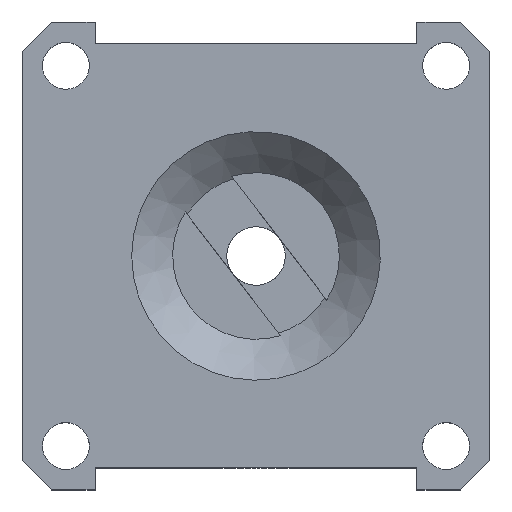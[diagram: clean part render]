
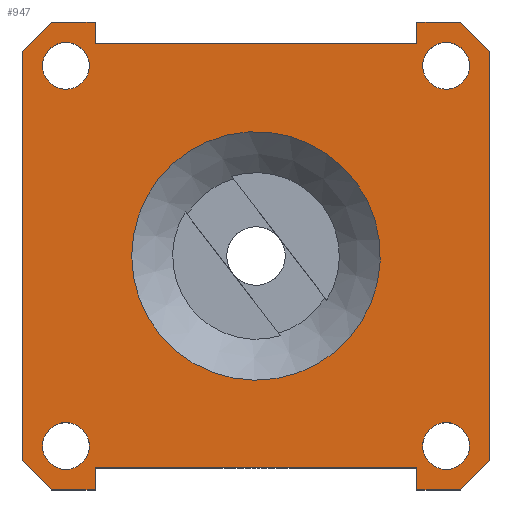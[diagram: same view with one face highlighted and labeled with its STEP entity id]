
A CAD part, top view. The second image highlights one B-rep face of the part: STEP entity #947.
In plain terms, the highlighted planar face has unit normal (0, 0, 1).
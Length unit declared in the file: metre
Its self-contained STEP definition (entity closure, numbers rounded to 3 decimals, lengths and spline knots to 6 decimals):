
#37=CIRCLE('',#1020,0.0085);
#38=CIRCLE('',#1021,0.0016);
#39=CIRCLE('',#1022,0.0016);
#40=CIRCLE('',#1023,0.0016);
#41=CIRCLE('',#1024,0.0016);
#102=ORIENTED_EDGE('',*,*,#360,.T.);
#103=ORIENTED_EDGE('',*,*,#361,.T.);
#104=ORIENTED_EDGE('',*,*,#362,.T.);
#105=ORIENTED_EDGE('',*,*,#363,.T.);
#106=ORIENTED_EDGE('',*,*,#364,.T.);
#107=ORIENTED_EDGE('',*,*,#365,.F.);
#108=ORIENTED_EDGE('',*,*,#366,.T.);
#109=ORIENTED_EDGE('',*,*,#367,.T.);
#110=ORIENTED_EDGE('',*,*,#368,.F.);
#111=ORIENTED_EDGE('',*,*,#369,.F.);
#112=ORIENTED_EDGE('',*,*,#370,.F.);
#113=ORIENTED_EDGE('',*,*,#371,.F.);
#114=ORIENTED_EDGE('',*,*,#358,.F.);
#115=ORIENTED_EDGE('',*,*,#372,.F.);
#116=ORIENTED_EDGE('',*,*,#373,.F.);
#117=ORIENTED_EDGE('',*,*,#374,.T.);
#118=ORIENTED_EDGE('',*,*,#375,.F.);
#119=ORIENTED_EDGE('',*,*,#376,.F.);
#120=ORIENTED_EDGE('',*,*,#377,.F.);
#121=ORIENTED_EDGE('',*,*,#378,.F.);
#122=ORIENTED_EDGE('',*,*,#322,.F.);
#322=EDGE_CURVE('',#451,#453,#544,.T.);
#358=EDGE_CURVE('',#486,#487,#575,.T.);
#360=EDGE_CURVE('',#488,#488,#37,.T.);
#361=EDGE_CURVE('',#489,#489,#38,.T.);
#362=EDGE_CURVE('',#490,#490,#39,.T.);
#363=EDGE_CURVE('',#491,#491,#40,.T.);
#364=EDGE_CURVE('',#492,#492,#41,.T.);
#365=EDGE_CURVE('',#493,#451,#577,.T.);
#366=EDGE_CURVE('',#493,#494,#578,.T.);
#367=EDGE_CURVE('',#494,#495,#579,.T.);
#368=EDGE_CURVE('',#496,#495,#580,.T.);
#369=EDGE_CURVE('',#497,#496,#581,.T.);
#370=EDGE_CURVE('',#498,#497,#582,.T.);
#371=EDGE_CURVE('',#487,#498,#583,.T.);
#372=EDGE_CURVE('',#499,#486,#584,.T.);
#373=EDGE_CURVE('',#500,#499,#585,.T.);
#374=EDGE_CURVE('',#500,#501,#586,.T.);
#375=EDGE_CURVE('',#502,#501,#587,.T.);
#376=EDGE_CURVE('',#503,#502,#588,.T.);
#377=EDGE_CURVE('',#504,#503,#589,.T.);
#378=EDGE_CURVE('',#453,#504,#590,.T.);
#451=VERTEX_POINT('',#1368);
#453=VERTEX_POINT('',#1371);
#486=VERTEX_POINT('',#1441);
#487=VERTEX_POINT('',#1443);
#488=VERTEX_POINT('',#1447);
#489=VERTEX_POINT('',#1449);
#490=VERTEX_POINT('',#1451);
#491=VERTEX_POINT('',#1453);
#492=VERTEX_POINT('',#1455);
#493=VERTEX_POINT('',#1457);
#494=VERTEX_POINT('',#1459);
#495=VERTEX_POINT('',#1461);
#496=VERTEX_POINT('',#1463);
#497=VERTEX_POINT('',#1465);
#498=VERTEX_POINT('',#1467);
#499=VERTEX_POINT('',#1470);
#500=VERTEX_POINT('',#1472);
#501=VERTEX_POINT('',#1474);
#502=VERTEX_POINT('',#1476);
#503=VERTEX_POINT('',#1478);
#504=VERTEX_POINT('',#1480);
#544=LINE('',#1370,#638);
#575=LINE('',#1442,#669);
#577=LINE('',#1456,#671);
#578=LINE('',#1458,#672);
#579=LINE('',#1460,#673);
#580=LINE('',#1462,#674);
#581=LINE('',#1464,#675);
#582=LINE('',#1466,#676);
#583=LINE('',#1468,#677);
#584=LINE('',#1469,#678);
#585=LINE('',#1471,#679);
#586=LINE('',#1473,#680);
#587=LINE('',#1475,#681);
#588=LINE('',#1477,#682);
#589=LINE('',#1479,#683);
#590=LINE('',#1481,#684);
#638=VECTOR('',#1102,1.);
#669=VECTOR('',#1147,1.);
#671=VECTOR('',#1161,1.);
#672=VECTOR('',#1162,1.);
#673=VECTOR('',#1163,1.);
#674=VECTOR('',#1164,1.);
#675=VECTOR('',#1165,1.);
#676=VECTOR('',#1166,1.);
#677=VECTOR('',#1167,1.);
#678=VECTOR('',#1168,1.);
#679=VECTOR('',#1169,1.);
#680=VECTOR('',#1170,1.);
#681=VECTOR('',#1171,1.);
#682=VECTOR('',#1172,1.);
#683=VECTOR('',#1173,1.);
#684=VECTOR('',#1174,1.);
#741=EDGE_LOOP('',(#102));
#742=EDGE_LOOP('',(#103));
#743=EDGE_LOOP('',(#104));
#744=EDGE_LOOP('',(#105));
#745=EDGE_LOOP('',(#106));
#746=EDGE_LOOP('',(#107,#108,#109,#110,#111,#112,#113,#114,#115,#116,#117,
#118,#119,#120,#121,#122));
#827=FACE_BOUND('',#741,.T.);
#828=FACE_BOUND('',#742,.T.);
#829=FACE_BOUND('',#743,.T.);
#830=FACE_BOUND('',#744,.T.);
#831=FACE_BOUND('',#745,.T.);
#832=FACE_BOUND('',#746,.T.);
#906=PLANE('',#1019);
#947=ADVANCED_FACE('',(#827,#828,#829,#830,#831,#832),#906,.F.);
#1019=AXIS2_PLACEMENT_3D('',#1445,#1149,#1150);
#1020=AXIS2_PLACEMENT_3D('',#1446,#1151,#1152);
#1021=AXIS2_PLACEMENT_3D('',#1448,#1153,#1154);
#1022=AXIS2_PLACEMENT_3D('',#1450,#1155,#1156);
#1023=AXIS2_PLACEMENT_3D('',#1452,#1157,#1158);
#1024=AXIS2_PLACEMENT_3D('',#1454,#1159,#1160);
#1102=DIRECTION('',(1.,0.,0.));
#1147=DIRECTION('',(-1.,0.,0.));
#1149=DIRECTION('',(0.,0.,-1.));
#1150=DIRECTION('',(1.,0.,0.));
#1151=DIRECTION('',(0.,0.,-1.));
#1152=DIRECTION('',(-1.,0.,0.));
#1153=DIRECTION('',(0.,0.,-1.));
#1154=DIRECTION('',(-1.,0.,0.));
#1155=DIRECTION('',(0.,0.,-1.));
#1156=DIRECTION('',(-1.,0.,0.));
#1157=DIRECTION('',(0.,0.,-1.));
#1158=DIRECTION('',(-1.,0.,0.));
#1159=DIRECTION('',(0.,0.,-1.));
#1160=DIRECTION('',(-1.,0.,0.));
#1161=DIRECTION('',(0.,1.,0.));
#1162=DIRECTION('',(-1.,0.,0.));
#1163=DIRECTION('',(0.,1.,0.));
#1164=DIRECTION('',(1.,0.,0.));
#1165=DIRECTION('',(0.707,0.707,0.));
#1166=DIRECTION('',(0.,1.,0.));
#1167=DIRECTION('',(-0.707,0.707,0.));
#1168=DIRECTION('',(0.,-1.,0.));
#1169=DIRECTION('',(-1.,0.,0.));
#1170=DIRECTION('',(0.,-1.,0.));
#1171=DIRECTION('',(-1.,0.,0.));
#1172=DIRECTION('',(-0.707,-0.707,0.));
#1173=DIRECTION('',(0.,-1.,0.));
#1174=DIRECTION('',(0.707,-0.707,0.));
#1368=CARTESIAN_POINT('',(0.011,0.016,-0.04));
#1370=CARTESIAN_POINT('',(0.,0.016,-0.04));
#1371=CARTESIAN_POINT('',(0.014,0.016,-0.04));
#1441=CARTESIAN_POINT('',(-0.011,-0.016,-0.04));
#1442=CARTESIAN_POINT('',(0.,-0.016,-0.04));
#1443=CARTESIAN_POINT('',(-0.014,-0.016,-0.04));
#1445=CARTESIAN_POINT('',(0.,0.,-0.04));
#1446=CARTESIAN_POINT('',(0.,0.,-0.04));
#1447=CARTESIAN_POINT('',(-0.0085,0.,-0.04));
#1448=CARTESIAN_POINT('',(0.013,0.013,-0.04));
#1449=CARTESIAN_POINT('',(0.0114,0.013,-0.04));
#1450=CARTESIAN_POINT('',(0.013,-0.013,-0.04));
#1451=CARTESIAN_POINT('',(0.0114,-0.013,-0.04));
#1452=CARTESIAN_POINT('',(-0.013,-0.013,-0.04));
#1453=CARTESIAN_POINT('',(-0.0146,-0.013,-0.04));
#1454=CARTESIAN_POINT('',(-0.013,0.013,-0.04));
#1455=CARTESIAN_POINT('',(-0.0146,0.013,-0.04));
#1456=CARTESIAN_POINT('',(0.011,0.01525,-0.04));
#1457=CARTESIAN_POINT('',(0.011,0.0145,-0.04));
#1458=CARTESIAN_POINT('',(0.,0.0145,-0.04));
#1459=CARTESIAN_POINT('',(-0.011,0.0145,-0.04));
#1460=CARTESIAN_POINT('',(-0.011,0.01525,-0.04));
#1461=CARTESIAN_POINT('',(-0.011,0.016,-0.04));
#1462=CARTESIAN_POINT('',(0.,0.016,-0.04));
#1463=CARTESIAN_POINT('',(-0.014,0.016,-0.04));
#1464=CARTESIAN_POINT('',(-0.015,0.015,-0.04));
#1465=CARTESIAN_POINT('',(-0.016,0.014,-0.04));
#1466=CARTESIAN_POINT('',(-0.016,0.,-0.04));
#1467=CARTESIAN_POINT('',(-0.016,-0.014,-0.04));
#1468=CARTESIAN_POINT('',(-0.015,-0.015,-0.04));
#1469=CARTESIAN_POINT('',(-0.011,-0.01525,-0.04));
#1470=CARTESIAN_POINT('',(-0.011,-0.0145,-0.04));
#1471=CARTESIAN_POINT('',(0.,-0.0145,-0.04));
#1472=CARTESIAN_POINT('',(0.011,-0.0145,-0.04));
#1473=CARTESIAN_POINT('',(0.011,-0.01525,-0.04));
#1474=CARTESIAN_POINT('',(0.011,-0.016,-0.04));
#1475=CARTESIAN_POINT('',(0.,-0.016,-0.04));
#1476=CARTESIAN_POINT('',(0.014,-0.016,-0.04));
#1477=CARTESIAN_POINT('',(0.015,-0.015,-0.04));
#1478=CARTESIAN_POINT('',(0.016,-0.014,-0.04));
#1479=CARTESIAN_POINT('',(0.016,0.,-0.04));
#1480=CARTESIAN_POINT('',(0.016,0.014,-0.04));
#1481=CARTESIAN_POINT('',(0.015,0.015,-0.04));
